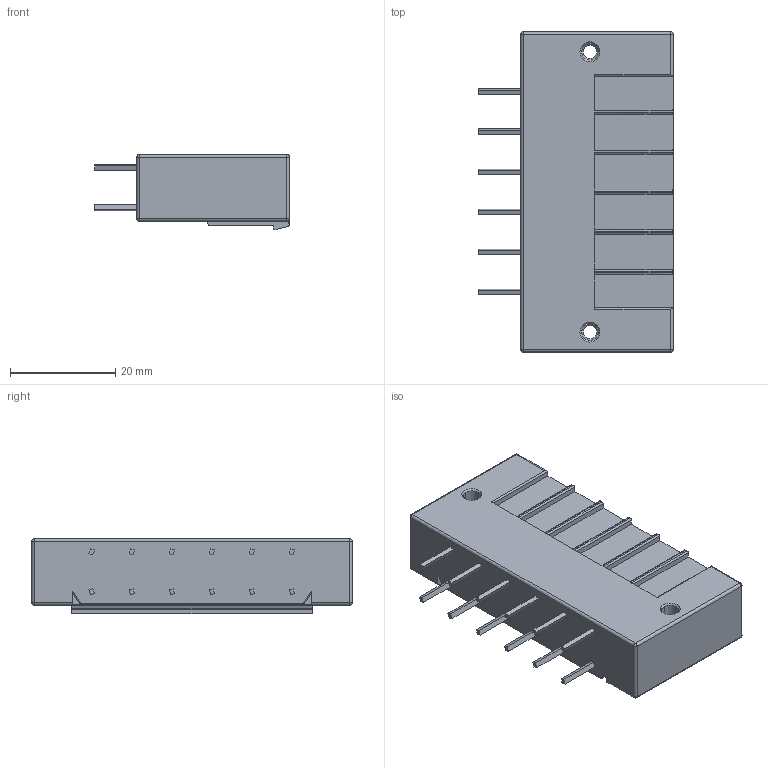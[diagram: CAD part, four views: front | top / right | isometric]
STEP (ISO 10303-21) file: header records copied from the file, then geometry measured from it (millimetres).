
FILE_DESCRIPTION((''),'2;1');
FILE_NAME('TLPHW-516-','2024-09-11T15:03:03',('sheji'),(''),'CREO PARAMETRIC BY PTC INC, 2018100','CREO PARAMETRIC BY PTC INC, 2018100','');
FILE_SCHEMA(('CONFIG_CONTROL_DESIGN'));
Length unit declared in the file: millimetre
Products named in the file (1): TLPHW-516-
Bounding box: 37 x 60.96 x 14.29 mm (x, y, z)
Volume: 16013.3 mm3; surface area: 10751.7 mm2
Topology: 1 solids, 1 shells, 544 faces, 1474 edges, 964 vertices
Faces by surface type: plane 385, cylinder 129, cone 20, sphere 8, torus 2
Entity records: 17060 total; most frequent: CARTESIAN_POINT 3116, ORIENTED_EDGE 2948, DIRECTION 2798, EDGE_CURVE 1474, VECTOR 1186, LINE 1186, VERTEX_POINT 964, AXIS2_PLACEMENT_3D 806
